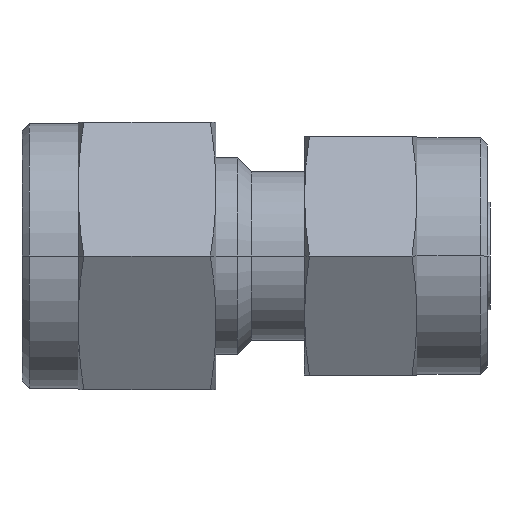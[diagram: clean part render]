
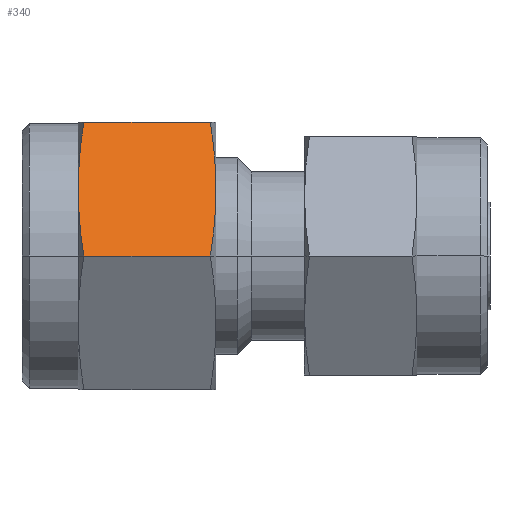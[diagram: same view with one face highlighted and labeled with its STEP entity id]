
A CAD part, front view. The second image highlights one B-rep face of the part: STEP entity #340.
In plain terms, the highlighted planar face has unit normal (0, -0.866, 0.5).
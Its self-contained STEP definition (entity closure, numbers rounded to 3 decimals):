
#340 = ADVANCED_FACE( '', ( #721 ), #722, .F. );
#721 = FACE_OUTER_BOUND( '', #1141, .T. );
#722 = PLANE( '', #1142 );
#1141 = EDGE_LOOP( '', ( #2469, #2470, #2471, #2472, #2473, #2474 ) );
#1142 = AXIS2_PLACEMENT_3D( '', #2475, #2476, #2477 );
#2469 = ORIENTED_EDGE( '', *, *, #3146, .F. );
#2470 = ORIENTED_EDGE( '', *, *, #3147, .F. );
#2471 = ORIENTED_EDGE( '', *, *, #3148, .F. );
#2472 = ORIENTED_EDGE( '', *, *, #3149, .F. );
#2473 = ORIENTED_EDGE( '', *, *, #3150, .T. );
#2474 = ORIENTED_EDGE( '', *, *, #3151, .F. );
#2475 = CARTESIAN_POINT( '', ( -12.8, -5.485, 9.5 ) );
#2476 = DIRECTION( '', ( 0., 0.866, -0.5 ) );
#2477 = DIRECTION( '', ( 0., 0.5, 0.866 ) );
#3146 = EDGE_CURVE( '', #3880, #3881, #3882, .T. );
#3147 = EDGE_CURVE( '', #3883, #3880, #3884, .T. );
#3148 = EDGE_CURVE( '', #3885, #3883, #3886, .T. );
#3149 = EDGE_CURVE( '', #3677, #3885, #3887, .T. );
#3150 = EDGE_CURVE( '', #3677, #3688, #3888, .T. );
#3151 = EDGE_CURVE( '', #3881, #3688, #3889, .T. );
#3677 = VERTEX_POINT( '', #4791 );
#3688 = VERTEX_POINT( '', #4822 );
#3880 = VERTEX_POINT( '', #5158 );
#3881 = VERTEX_POINT( '', #5159 );
#3882 = ( B_SPLINE_CURVE( 2, ( #5161, #5162, #5163 ), .UNSPECIFIED., .F., .F. )B_SPLINE_CURVE_WITH_KNOTS( ( 3, 3 ), ( 4.583, 10.711 ), .UNSPECIFIED. )RATIONAL_B_SPLINE_CURVE( ( 1.058, 1.068, 1. ) )BOUNDED_CURVE(  )REPRESENTATION_ITEM( '' )GEOMETRIC_REPRESENTATION_ITEM(  )CURVE(  ) );
#3883 = VERTEX_POINT( '', #5170 );
#3884 = LINE( '', #5171, #5172 );
#3885 = VERTEX_POINT( '', #5173 );
#3886 = ( B_SPLINE_CURVE( 2, ( #5175, #5176, #5177 ), .UNSPECIFIED., .F., .F. )B_SPLINE_CURVE_WITH_KNOTS( ( 3, 3 ), ( 10.711, 16.838 ), .UNSPECIFIED. )RATIONAL_B_SPLINE_CURVE( ( 1., 1.068, 1.058 ) )BOUNDED_CURVE(  )REPRESENTATION_ITEM( '' )GEOMETRIC_REPRESENTATION_ITEM(  )CURVE(  ) );
#3887 = ( B_SPLINE_CURVE( 2, ( #5185, #5186, #5187 ), .UNSPECIFIED., .F., .F. )B_SPLINE_CURVE_WITH_KNOTS( ( 3, 3 ), ( 4.583, 10.711 ), .UNSPECIFIED. )RATIONAL_B_SPLINE_CURVE( ( 1.058, 1.068, 1. ) )BOUNDED_CURVE(  )REPRESENTATION_ITEM( '' )GEOMETRIC_REPRESENTATION_ITEM(  )CURVE(  ) );
#3888 = LINE( '', #5194, #5195 );
#3889 = ( B_SPLINE_CURVE( 2, ( #5197, #5198, #5199 ), .UNSPECIFIED., .F., .F. )B_SPLINE_CURVE_WITH_KNOTS( ( 3, 3 ), ( 10.711, 16.838 ), .UNSPECIFIED. )RATIONAL_B_SPLINE_CURVE( ( 1., 1.068, 1.058 ) )BOUNDED_CURVE(  )REPRESENTATION_ITEM( '' )GEOMETRIC_REPRESENTATION_ITEM(  )CURVE(  ) );
#4791 = CARTESIAN_POINT( '', ( -12.406, -10.97, 0. ) );
#4822 = CARTESIAN_POINT( '', ( -3.394, -10.97, 0. ) );
#5158 = CARTESIAN_POINT( '', ( -3.394, -5.485, 9.5 ) );
#5159 = CARTESIAN_POINT( '', ( -3., -8.227, 4.75 ) );
#5161 = CARTESIAN_POINT( '', ( -3.394, -5.485, 9.5 ) );
#5162 = CARTESIAN_POINT( '', ( -3., -6.954, 6.954 ) );
#5163 = CARTESIAN_POINT( '', ( -3., -8.227, 4.75 ) );
#5170 = CARTESIAN_POINT( '', ( -12.406, -5.485, 9.5 ) );
#5171 = CARTESIAN_POINT( '', ( -12.8, -5.485, 9.5 ) );
#5172 = VECTOR( '', #6048, 1. );
#5173 = CARTESIAN_POINT( '', ( -12.8, -8.227, 4.75 ) );
#5175 = CARTESIAN_POINT( '', ( -12.8, -8.227, 4.75 ) );
#5176 = CARTESIAN_POINT( '', ( -12.8, -6.954, 6.954 ) );
#5177 = CARTESIAN_POINT( '', ( -12.406, -5.485, 9.5 ) );
#5185 = CARTESIAN_POINT( '', ( -12.406, -10.97, 0. ) );
#5186 = CARTESIAN_POINT( '', ( -12.8, -9.5, 2.546 ) );
#5187 = CARTESIAN_POINT( '', ( -12.8, -8.227, 4.75 ) );
#5194 = CARTESIAN_POINT( '', ( -12.8, -10.97, 0. ) );
#5195 = VECTOR( '', #6049, 1. );
#5197 = CARTESIAN_POINT( '', ( -3., -8.227, 4.75 ) );
#5198 = CARTESIAN_POINT( '', ( -3., -9.5, 2.546 ) );
#5199 = CARTESIAN_POINT( '', ( -3.394, -10.97, 0. ) );
#6048 = DIRECTION( '', ( 1., 0., 0. ) );
#6049 = DIRECTION( '', ( 1., 0., 0. ) );
